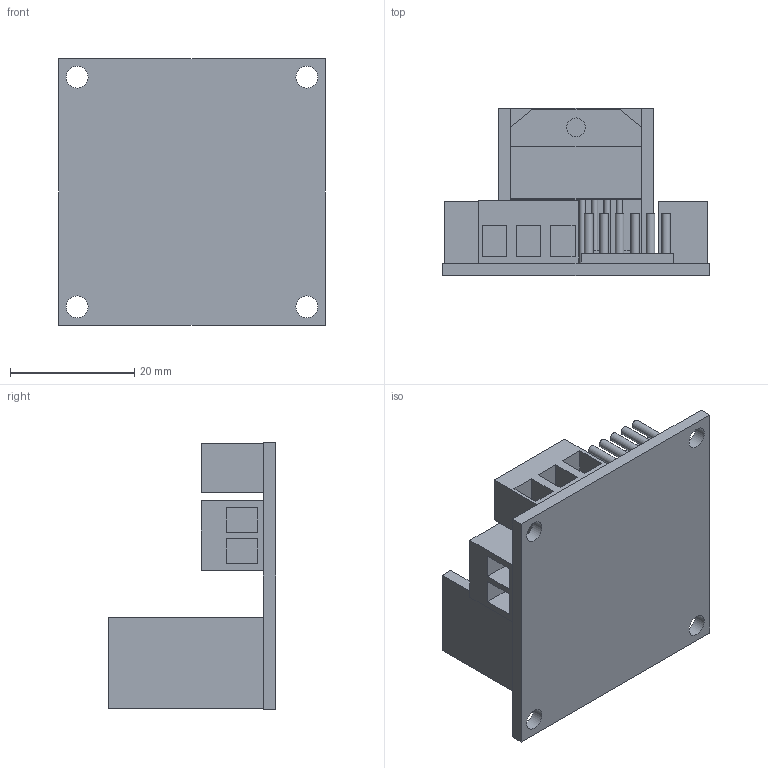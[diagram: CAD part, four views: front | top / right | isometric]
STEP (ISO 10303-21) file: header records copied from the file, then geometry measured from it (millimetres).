
FILE_DESCRIPTION(/* description */ ('STEP AP242','CAx-IF Rec.Pracs.---Representation and Presentation of Product Manufacturing Information (PMI)---4.0---2014-10-13','CAx-IF Rec.Pracs.---3D Tessellated Geometry---0.4---2014-09-14','2;1'),/* implementation_level */ '2;1');
FILE_NAME(/* name */ '687a1de7c510a716427509f2',/* time_stamp */ '2025-07-18T10:11:52Z',/* author */ (''),/* organization */ (''),/* preprocessor_version */ 'ST-DEVELOPER v20',/* originating_system */ 'ONSHAPE BY PTC INC, 1.200',/* authorisation */ ' ');
FILE_SCHEMA (('AP242_MANAGED_MODEL_BASED_3D_ENGINEERING_MIM_LF { 1 0 10303 442 1 1 4 }'));
Length unit declared in the file: metre
Products named in the file (1): Part 1
Bounding box: 43 x 27 x 43 mm (x, y, z)
Volume: 10127.1 mm3; surface area: 11160.2 mm2
Topology: 1 solids, 1 shells, 208 faces, 510 edges, 336 vertices
Faces by surface type: plane 170, cylinder 38
Full cylindrical faces by diameter (mm): 1 x8, 1.398 x6, 1.4 x2, 3 x1, 3.5 x4, 4 x7
Entity records: 7294 total; most frequent: CARTESIAN_POINT 1087, ORIENTED_EDGE 934, DIRECTION 932, EDGE_CURVE 467, LINE 380, VECTOR 380, VERTEX_POINT 321, EDGE_LOOP 292
